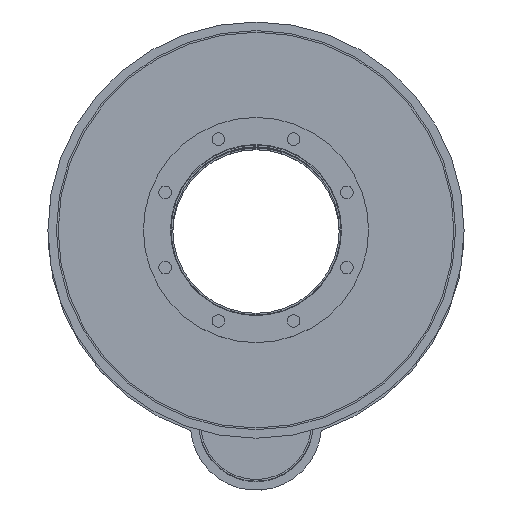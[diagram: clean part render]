
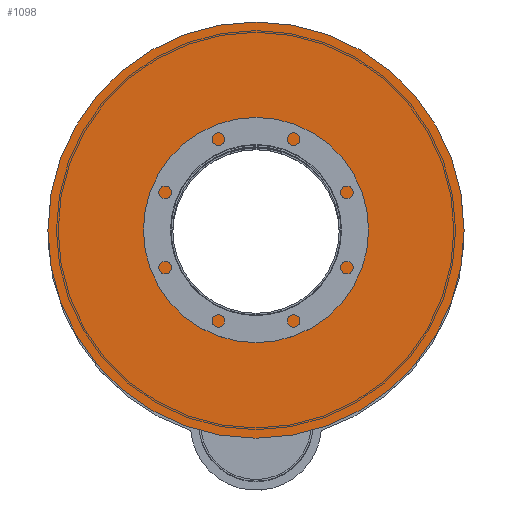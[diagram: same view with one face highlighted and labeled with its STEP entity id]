
A CAD part, top view. The second image highlights one B-rep face of the part: STEP entity #1098.
In plain terms, the highlighted planar face has unit normal (0, 0, 1).
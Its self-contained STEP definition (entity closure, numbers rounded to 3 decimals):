
#140=PLANE('',#1257);
#222=FACE_BOUND('',#447,.T.);
#296=FACE_OUTER_BOUND('',#446,.T.);
#446=EDGE_LOOP('',(#974));
#447=EDGE_LOOP('',(#975));
#534=CIRCLE('',#1252,150.);
#536=CIRCLE('',#1255,365.);
#634=VERTEX_POINT('',#1877);
#636=VERTEX_POINT('',#1882);
#750=EDGE_CURVE('',#634,#634,#534,.T.);
#752=EDGE_CURVE('',#636,#636,#536,.T.);
#974=ORIENTED_EDGE('',*,*,#752,.F.);
#975=ORIENTED_EDGE('',*,*,#750,.T.);
#1098=ADVANCED_FACE('',(#296,#222),#140,.F.);
#1252=AXIS2_PLACEMENT_3D('',#1878,#1575,#1576);
#1255=AXIS2_PLACEMENT_3D('',#1883,#1581,#1582);
#1257=AXIS2_PLACEMENT_3D('',#1886,#1585,#1586);
#1575=DIRECTION('center_axis',(0.,0.,-1.));
#1576=DIRECTION('ref_axis',(-1.,0.,0.));
#1581=DIRECTION('center_axis',(0.,0.,-1.));
#1582=DIRECTION('ref_axis',(-1.,0.,0.));
#1585=DIRECTION('center_axis',(0.,0.,-1.));
#1586=DIRECTION('ref_axis',(-1.,0.,0.));
#1877=CARTESIAN_POINT('',(150.,0.,2858.));
#1878=CARTESIAN_POINT('Origin',(0.,0.,2858.));
#1882=CARTESIAN_POINT('',(365.,0.,2858.));
#1883=CARTESIAN_POINT('Origin',(0.,0.,2858.));
#1886=CARTESIAN_POINT('Origin',(0.,0.,2858.));
